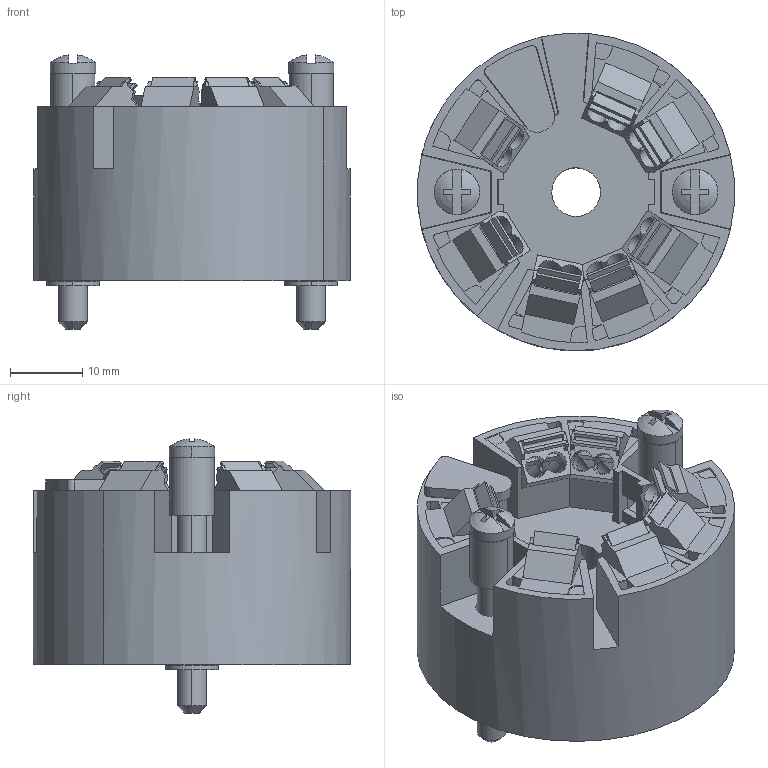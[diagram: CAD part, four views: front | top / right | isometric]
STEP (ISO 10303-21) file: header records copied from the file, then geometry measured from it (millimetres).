
FILE_DESCRIPTION(('Creo Elements/Direct Modeling STEP Export'),'2;1');
FILE_NAME('model.stp','2020-06-03T12:04:51',(''),(''),'Creo Elements/Direct Modeling STEP processor for AP214 (Solid Model)','Creo Elements/Direct Modeling 20.1A 29-Sep-2018 (C) Parametric Technology GmbH','');
FILE_SCHEMA(('AUTOMOTIVE_DESIGN { 1 0 10303 214 1 1 1 1 }'));
Length unit declared in the file: millimetre
Products named in the file (4): Screw_PA_1407-select; Rubberplug_3400-select; FA_MCR-HT-TS-I-OLP-PT-select; FA MCR-HT-TS-I-OLP-PT-GROUP-select
Assembly tree (4 placements, depth 2):
  FA MCR-HT-TS-I-OLP-PT-GROUP-select
    FA_MCR-HT-TS-I-OLP-PT-select
    Rubberplug_3400-select
    Screw_PA_1407-select  x2
Bounding box: 43.88 x 43.99 x 37.97 mm (x, y, z)
Volume: 31196.7 mm3; surface area: 12221.1 mm2
Topology: 4 solids, 4 shells, 700 faces, 1940 edges, 1268 vertices
Faces by surface type: plane 501, cylinder 148, cone 40, bspline 7, sphere 4
Entity records: 37838 total; most frequent: CARTESIAN_POINT 15569, ORIENTED_EDGE 3734, DIRECTION 3261, EDGE_CURVE 1867, VECTOR 1227, LINE 1227, VERTEX_POINT 1219, AXIS2_PLACEMENT_3D 1017
